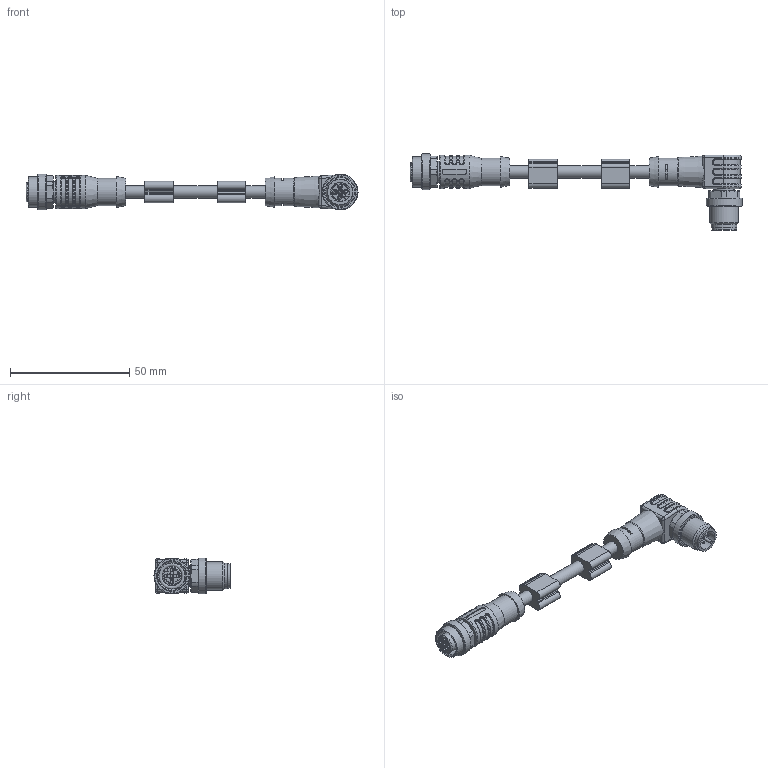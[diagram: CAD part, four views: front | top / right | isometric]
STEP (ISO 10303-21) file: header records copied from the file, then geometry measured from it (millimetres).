
FILE_DESCRIPTION(/* description */ (''),/* implementation_level */ '2;1');
FILE_NAME(/* name */ 'CD-WAK5-m-CD-WWAS5.stp',/* time_stamp */ '2018-10-01T11:43:31+02:00',/* author */ ('ESCHA GmbH & Co. KG'),/* organization */ ('ESCHA GmbH & Co. KG'),/* preprocessor_version */ 'ST-DEVELOPER v16',/* originating_system */ 'SIEMENS PLM Software NX 10.0',/* authorisation */ '');
FILE_SCHEMA (('AUTOMOTIVE_DESIGN { 1 0 10303 214 3 1 1 1 }'));
Length unit declared in the file: millimetre
Products named in the file (1): 5024642__Umspritzung_part_259563
Bounding box: 139.3 x 31.9 x 15 mm (x, y, z)
Volume: 15231.9 mm3; surface area: 7920 mm2
Topology: 1 solids, 1 shells, 607 faces, 1512 edges, 953 vertices
Faces by surface type: cylinder 208, plane 205, torus 57, extrusion 57, bspline 44, cone 29, sphere 7
Full cylindrical faces by diameter (mm): 1 x5, 1.15 x5, 2 x1, 5.2 x3, 8.3 x1, 8.7 x2, 10.5 x1, 10.8 x1, 10.95 x1, 11.5 x2, 11.8 x1, 12 x1, 12.3 x1, 12.8 x1, 13 x1, 14 x1, 15 x2
Entity records: 21025 total; most frequent: CARTESIAN_POINT 7395, ORIENTED_EDGE 2840, DIRECTION 2701, EDGE_CURVE 1420, AXIS2_PLACEMENT_3D 1064, VERTEX_POINT 923, EDGE_LOOP 717, ADVANCED_FACE 607
